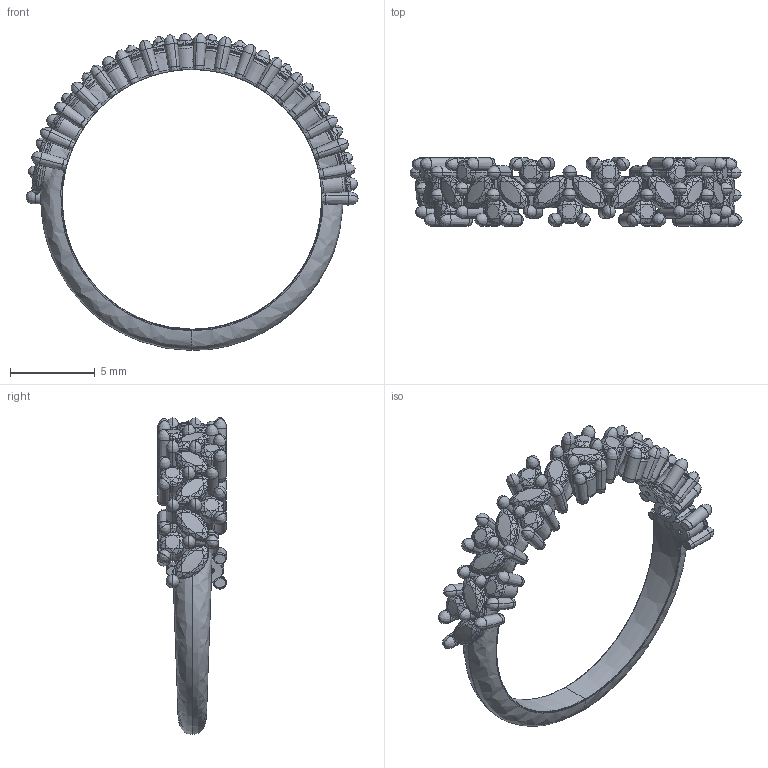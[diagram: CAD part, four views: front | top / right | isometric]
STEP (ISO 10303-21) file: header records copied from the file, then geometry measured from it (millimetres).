
FILE_DESCRIPTION(('FreeCAD Model'),'2;1');
FILE_NAME('Open CASCADE Shape Model','2025-05-04T14:17:53',('FreeCAD'),( 'FreeCAD'),'Open CASCADE STEP processor 7.6','FreeCAD','Unknown');
FILE_SCHEMA(('AUTOMOTIVE_DESIGN { 1 0 10303 214 1 1 1 1 }'));
Products named in the file (1): Open CASCADE STEP translator 7.6 1
Bounding box: 19.6 x 4.07 x 18.71 mm (x, y, z)
Volume: 174.9 mm3; surface area: 905.9 mm2
Topology: 110 solids, 110 shells, 2844 faces, 5251 edges, 2529 vertices
Faces by surface type: bspline 2844
Entity records: 163551 total; most frequent: CARTESIAN_POINT 128884, ORIENTED_EDGE 10258, EDGE_CURVE 5129, B_SPLINE_CURVE_WITH_KNOTS 5129, FACE_BOUND 2892, EDGE_LOOP 2892, ADVANCED_FACE 2844, B_SPLINE_SURFACE_WITH_KNOTS 2759
